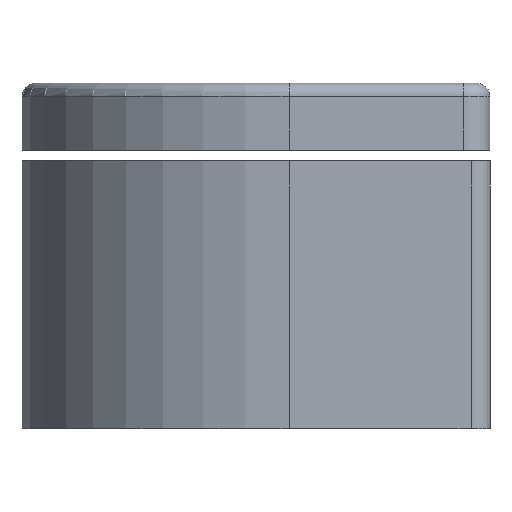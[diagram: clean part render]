
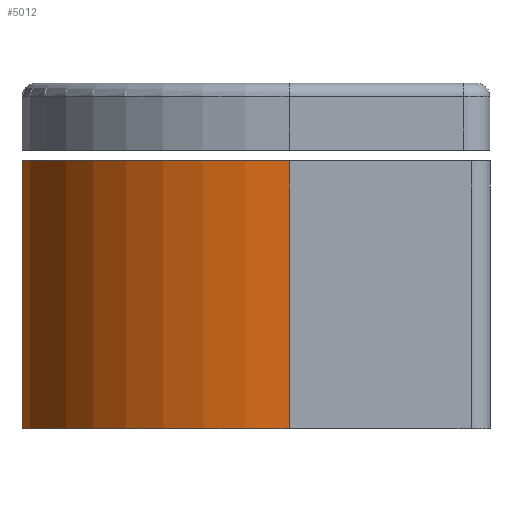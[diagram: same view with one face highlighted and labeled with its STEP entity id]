
A CAD part, left-side view. The second image highlights one B-rep face of the part: STEP entity #5012.
In plain terms, the highlighted cylindrical face has radius 100 mm (diameter 200 mm), a partial arc.
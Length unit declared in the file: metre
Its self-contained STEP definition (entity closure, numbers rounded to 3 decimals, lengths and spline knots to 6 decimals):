
#494=CIRCLE('',#5401,0.1);
#495=CIRCLE('',#5403,0.1);
#1622=ORIENTED_EDGE('',*,*,#2527,.F.);
#1623=ORIENTED_EDGE('',*,*,#2526,.T.);
#1624=ORIENTED_EDGE('',*,*,#2528,.F.);
#1625=ORIENTED_EDGE('',*,*,#2529,.F.);
#2526=EDGE_CURVE('',#3064,#3067,#494,.T.);
#2527=EDGE_CURVE('',#3064,#3068,#3465,.F.);
#2528=EDGE_CURVE('',#3069,#3067,#3466,.T.);
#2529=EDGE_CURVE('',#3068,#3069,#495,.T.);
#3064=VERTEX_POINT('',#8706);
#3067=VERTEX_POINT('',#8712);
#3068=VERTEX_POINT('',#8716);
#3069=VERTEX_POINT('',#8718);
#3465=LINE('',#8715,#3837);
#3466=LINE('',#8717,#3838);
#3837=VECTOR('',#6361,1.);
#3838=VECTOR('',#6362,1.);
#4159=EDGE_LOOP('',(#1622,#1623,#1624,#1625));
#4565=FACE_BOUND('',#4159,.T.);
#4768=CYLINDRICAL_SURFACE('',#5402,0.1);
#5012=ADVANCED_FACE('',(#4565),#4768,.T.);
#5401=AXIS2_PLACEMENT_3D('',#8713,#6357,#6358);
#5402=AXIS2_PLACEMENT_3D('',#8714,#6359,#6360);
#5403=AXIS2_PLACEMENT_3D('',#8719,#6363,#6364);
#6357=DIRECTION('',(0.,0.,1.));
#6358=DIRECTION('',(1.,0.,0.));
#6359=DIRECTION('',(0.,0.,-1.));
#6360=DIRECTION('',(-1.,0.,0.));
#6361=DIRECTION('',(0.,0.,-1.));
#6362=DIRECTION('',(0.,0.,-1.));
#6363=DIRECTION('',(0.,0.,1.));
#6364=DIRECTION('',(1.,0.,0.));
#8706=CARTESIAN_POINT('',(0.0233,0.097248,0.));
#8712=CARTESIAN_POINT('',(-0.1,0.,0.));
#8713=CARTESIAN_POINT('',(0.,0.,0.));
#8714=CARTESIAN_POINT('',(0.,0.,0.1));
#8715=CARTESIAN_POINT('',(0.0233,0.097248,0.1));
#8716=CARTESIAN_POINT('',(0.0233,0.097248,0.1));
#8717=CARTESIAN_POINT('',(-0.1,0.,0.1));
#8718=CARTESIAN_POINT('',(-0.1,0.,0.1));
#8719=CARTESIAN_POINT('',(0.,0.,0.1));
